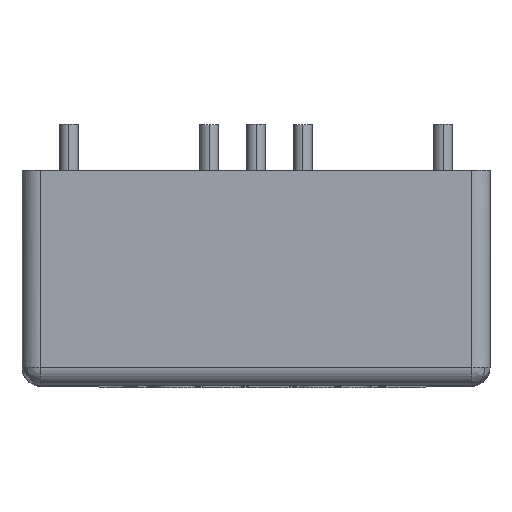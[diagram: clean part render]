
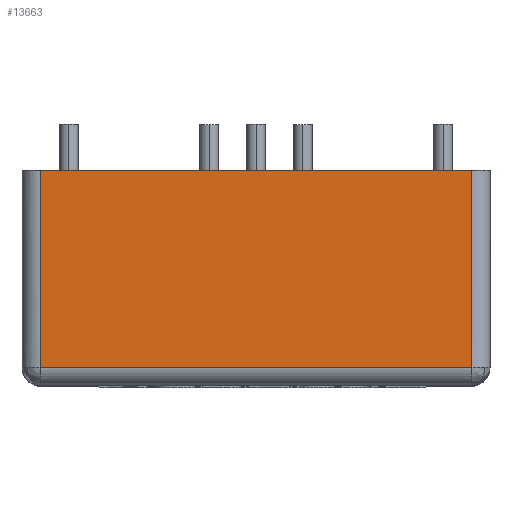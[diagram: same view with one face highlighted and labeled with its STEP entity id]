
A CAD part, top view. The second image highlights one B-rep face of the part: STEP entity #13663.
In plain terms, the highlighted planar face has unit normal (0, 0, 1).
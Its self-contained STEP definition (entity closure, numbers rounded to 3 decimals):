
#450 = VECTOR ( 'NONE', #2346, 1000. ) ;
#493 = DIRECTION ( 'NONE',  ( 0., -1., 0. ) ) ;
#1265 = CARTESIAN_POINT ( 'NONE',  ( 0., 11.7, 12.7 ) ) ;
#1420 = VECTOR ( 'NONE', #9834, 1000. ) ;
#2189 = EDGE_CURVE ( 'NONE', #2350, #13219, #10203, .T. ) ;
#2346 = DIRECTION ( 'NONE',  ( 0., 1., 0. ) ) ;
#2350 = VERTEX_POINT ( 'NONE', #12881 ) ;
#2431 = EDGE_CURVE ( 'NONE', #5531, #2350, #10794, .T. ) ;
#2454 = DIRECTION ( 'NONE',  ( 1., 0., 0. ) ) ;
#2560 = CARTESIAN_POINT ( 'NONE',  ( -11.7, 0., 12.7 ) ) ;
#2675 = DIRECTION ( 'NONE',  ( 0., 0., 1. ) ) ;
#3351 = PLANE ( 'NONE',  #13769 ) ;
#4495 = CARTESIAN_POINT ( 'NONE',  ( 11.7, 0., 12.7 ) ) ;
#4525 = FACE_OUTER_BOUND ( 'NONE', #12443, .T. ) ;
#5327 = ORIENTED_EDGE ( 'NONE', *, *, #2189, .T. ) ;
#5531 = VERTEX_POINT ( 'NONE', #6894 ) ;
#5754 = DIRECTION ( 'NONE',  ( 1., 0., 0. ) ) ;
#5950 = LINE ( 'NONE', #2560, #13037 ) ;
#6323 = CARTESIAN_POINT ( 'NONE',  ( -12.7, 1., 12.7 ) ) ;
#6894 = CARTESIAN_POINT ( 'NONE',  ( -11.7, 1., 12.7 ) ) ;
#8407 = CARTESIAN_POINT ( 'NONE',  ( -11.7, 11.7, 12.7 ) ) ;
#9381 = ORIENTED_EDGE ( 'NONE', *, *, #11516, .F. ) ;
#9834 = DIRECTION ( 'NONE',  ( 1., 0., 0. ) ) ;
#10203 = LINE ( 'NONE', #4495, #450 ) ;
#10595 = EDGE_CURVE ( 'NONE', #14334, #5531, #5950, .T. ) ;
#10794 = LINE ( 'NONE', #6323, #1420 ) ;
#11407 = ORIENTED_EDGE ( 'NONE', *, *, #10595, .T. ) ;
#11516 = EDGE_CURVE ( 'NONE', #14334, #13219, #13354, .T. ) ;
#12443 = EDGE_LOOP ( 'NONE', ( #11407, #14356, #5327, #9381 ) ) ;
#12495 = CARTESIAN_POINT ( 'NONE',  ( 11.7, 11.7, 12.7 ) ) ;
#12881 = CARTESIAN_POINT ( 'NONE',  ( 11.7, 1., 12.7 ) ) ;
#13037 = VECTOR ( 'NONE', #493, 1000. ) ;
#13219 = VERTEX_POINT ( 'NONE', #12495 ) ;
#13354 = LINE ( 'NONE', #1265, #13721 ) ;
#13437 = CARTESIAN_POINT ( 'NONE',  ( -12.7, 0., 12.7 ) ) ;
#13663 = ADVANCED_FACE ( 'NONE', ( #4525 ), #3351, .T. ) ;
#13721 = VECTOR ( 'NONE', #5754, 1000. ) ;
#13769 = AXIS2_PLACEMENT_3D ( 'NONE', #13437, #2675, #2454 ) ;
#14334 = VERTEX_POINT ( 'NONE', #8407 ) ;
#14356 = ORIENTED_EDGE ( 'NONE', *, *, #2431, .T. ) ;
